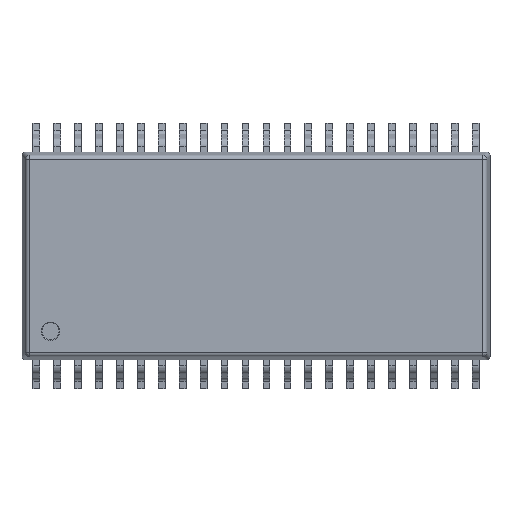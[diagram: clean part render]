
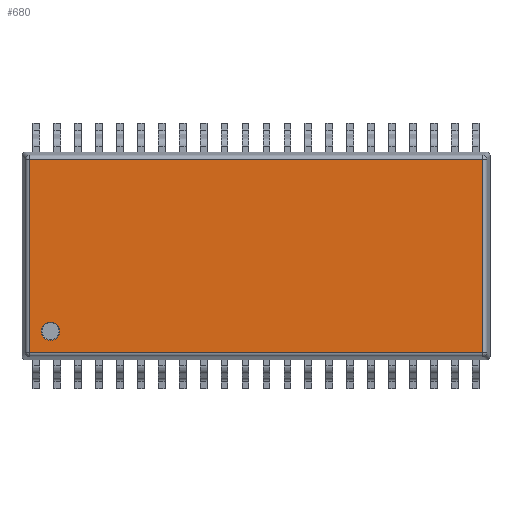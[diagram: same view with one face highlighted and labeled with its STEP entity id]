
A CAD part, top view. The second image highlights one B-rep face of the part: STEP entity #680.
In plain terms, the highlighted planar face has unit normal (0, 0, 1).
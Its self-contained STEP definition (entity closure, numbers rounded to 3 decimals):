
#680=ADVANCED_FACE('',(#1556,#1558),#1560,.T.);
#1556=FACE_BOUND('',#1557,.T.);
#1557=EDGE_LOOP('',(#2396,#2397,#2398,#2399));
#1558=FACE_BOUND('',#1559,.T.);
#1559=EDGE_LOOP('',(#2400));
#1560=PLANE('',#1561);
#1561=AXIS2_PLACEMENT_3D('',#1562,#1563,#1564);
#1562=CARTESIAN_POINT('',(0.,0.,3.));
#1563=DIRECTION('',(0.,0.,1.));
#1564=DIRECTION('',(1.,0.,0.));
#2396=ORIENTED_EDGE('',*,*,#2888,.T.);
#2397=ORIENTED_EDGE('',*,*,#2889,.T.);
#2398=ORIENTED_EDGE('',*,*,#2890,.T.);
#2399=ORIENTED_EDGE('',*,*,#2891,.T.);
#2400=ORIENTED_EDGE('',*,*,#2892,.T.);
#2888=EDGE_CURVE('',#3222,#3223,#3224,.T.);
#2889=EDGE_CURVE('',#3223,#3225,#3226,.T.);
#2890=EDGE_CURVE('',#3225,#3227,#3228,.T.);
#2891=EDGE_CURVE('',#3227,#3222,#3229,.T.);
#2892=EDGE_CURVE('',#3230,#3230,#3231,.F.);
#3222=VERTEX_POINT('',#4006);
#3223=VERTEX_POINT('',#4007);
#3224=LINE('',#4008,#4009);
#3225=VERTEX_POINT('',#4011);
#3226=LINE('',#4012,#4013);
#3227=VERTEX_POINT('',#4015);
#3228=LINE('',#4016,#4017);
#3229=LINE('',#4019,#4020);
#3230=VERTEX_POINT('',#4022);
#3231=CIRCLE('',#4023,0.55);
#4006=CARTESIAN_POINT('',(13.761,5.861,3.));
#4007=CARTESIAN_POINT('',(-13.761,5.861,3.));
#4008=CARTESIAN_POINT('',(13.761,5.861,3.));
#4009=VECTOR('',#4010,1.);
#4010=DIRECTION('',(-1.,0.,0.));
#4011=CARTESIAN_POINT('',(-13.761,-5.861,3.));
#4012=CARTESIAN_POINT('',(-13.761,5.861,3.));
#4013=VECTOR('',#4014,1.);
#4014=DIRECTION('',(0.,-1.,0.));
#4015=CARTESIAN_POINT('',(13.761,-5.861,3.));
#4016=CARTESIAN_POINT('',(-13.761,-5.861,3.));
#4017=VECTOR('',#4018,1.);
#4018=DIRECTION('',(1.,0.,0.));
#4019=CARTESIAN_POINT('',(13.761,-5.861,3.));
#4020=VECTOR('',#4021,1.);
#4021=DIRECTION('',(0.,1.,0.));
#4022=CARTESIAN_POINT('',(-11.921,-4.571,3.));
#4023=AXIS2_PLACEMENT_3D('',#4024,#4025,#4026);
#4024=CARTESIAN_POINT('',(-12.471,-4.571,3.));
#4025=DIRECTION('',(0.,0.,1.));
#4026=DIRECTION('',(1.,0.,0.));
